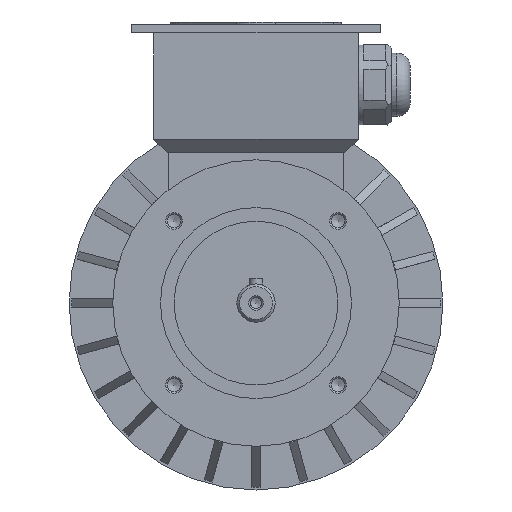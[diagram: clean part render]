
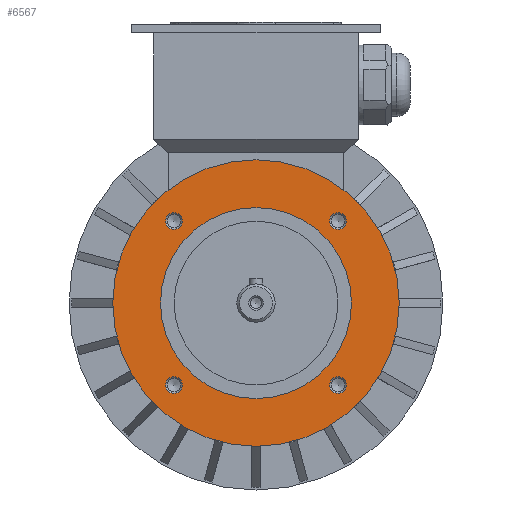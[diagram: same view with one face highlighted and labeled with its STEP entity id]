
A CAD part, front view. The second image highlights one B-rep face of the part: STEP entity #6567.
In plain terms, the highlighted planar face has unit normal (0, -1, 0).
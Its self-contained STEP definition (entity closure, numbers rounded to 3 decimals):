
#200=CIRCLE('',#6710,3.059);
#204=CIRCLE('',#6718,3.059);
#208=CIRCLE('',#6726,3.059);
#326=CIRCLE('',#7000,52.5);
#328=CIRCLE('',#7003,3.059);
#329=CIRCLE('',#7004,35.);
#1103=ORIENTED_EDGE('',*,*,#1782,.T.);
#1104=ORIENTED_EDGE('',*,*,#1786,.T.);
#1105=ORIENTED_EDGE('',*,*,#1790,.T.);
#1106=ORIENTED_EDGE('',*,*,#2297,.T.);
#1107=ORIENTED_EDGE('',*,*,#2298,.F.);
#1108=ORIENTED_EDGE('',*,*,#2295,.F.);
#1782=EDGE_CURVE('',#2464,#2464,#200,.T.);
#1786=EDGE_CURVE('',#2469,#2469,#204,.T.);
#1790=EDGE_CURVE('',#2474,#2474,#208,.T.);
#2295=EDGE_CURVE('',#2829,#2829,#326,.T.);
#2297=EDGE_CURVE('',#2831,#2831,#328,.T.);
#2298=EDGE_CURVE('',#2832,#2832,#329,.F.);
#2464=VERTEX_POINT('',#8646);
#2469=VERTEX_POINT('',#8659);
#2474=VERTEX_POINT('',#8672);
#2829=VERTEX_POINT('',#9820);
#2831=VERTEX_POINT('',#9825);
#2832=VERTEX_POINT('',#9827);
#3885=EDGE_LOOP('',(#1103));
#3886=EDGE_LOOP('',(#1104));
#3887=EDGE_LOOP('',(#1105));
#3888=EDGE_LOOP('',(#1106));
#3889=EDGE_LOOP('',(#1107));
#3890=EDGE_LOOP('',(#1108));
#4203=FACE_BOUND('',#3885,.T.);
#4204=FACE_BOUND('',#3886,.T.);
#4205=FACE_BOUND('',#3887,.T.);
#4206=FACE_BOUND('',#3888,.T.);
#4207=FACE_BOUND('',#3889,.T.);
#4208=FACE_BOUND('',#3890,.T.);
#4465=PLANE('',#7002);
#6567=ADVANCED_FACE('',(#4203,#4204,#4205,#4206,#4207,#4208),#4465,.F.);
#6710=AXIS2_PLACEMENT_3D('',#8645,#7235,#7236);
#6718=AXIS2_PLACEMENT_3D('',#8658,#7251,#7252);
#6726=AXIS2_PLACEMENT_3D('',#8671,#7267,#7268);
#7000=AXIS2_PLACEMENT_3D('',#9819,#8130,#8131);
#7002=AXIS2_PLACEMENT_3D('',#9823,#8134,#8135);
#7003=AXIS2_PLACEMENT_3D('',#9824,#8136,#8137);
#7004=AXIS2_PLACEMENT_3D('',#9826,#8138,#8139);
#7235=DIRECTION('',(0.,1.,0.));
#7236=DIRECTION('',(0.,0.,1.));
#7251=DIRECTION('',(0.,1.,0.));
#7252=DIRECTION('',(-1.,0.,0.));
#7267=DIRECTION('',(0.,1.,0.));
#7268=DIRECTION('',(0.,0.,-1.));
#8130=DIRECTION('',(0.,1.,0.));
#8131=DIRECTION('',(1.,0.,0.));
#8134=DIRECTION('',(0.,1.,0.));
#8135=DIRECTION('',(0.,0.,1.));
#8136=DIRECTION('',(0.,1.,0.));
#8137=DIRECTION('',(1.,0.,0.));
#8138=DIRECTION('',(0.,1.,0.));
#8139=DIRECTION('',(0.,0.,1.));
#8645=CARTESIAN_POINT('',(-30.052,-21.,-30.052));
#8646=CARTESIAN_POINT('',(-30.052,-21.,-26.994));
#8658=CARTESIAN_POINT('',(30.052,-21.,-30.052));
#8659=CARTESIAN_POINT('',(26.994,-21.,-30.052));
#8671=CARTESIAN_POINT('',(30.052,-21.,30.052));
#8672=CARTESIAN_POINT('',(30.052,-21.,26.994));
#9819=CARTESIAN_POINT('',(0.,-21.,0.));
#9820=CARTESIAN_POINT('',(52.5,-21.,0.));
#9823=CARTESIAN_POINT('',(0.,-21.,0.));
#9824=CARTESIAN_POINT('',(-30.052,-21.,30.052));
#9825=CARTESIAN_POINT('',(-26.994,-21.,30.052));
#9826=CARTESIAN_POINT('',(0.,-21.,0.));
#9827=CARTESIAN_POINT('',(0.,-21.,35.));
